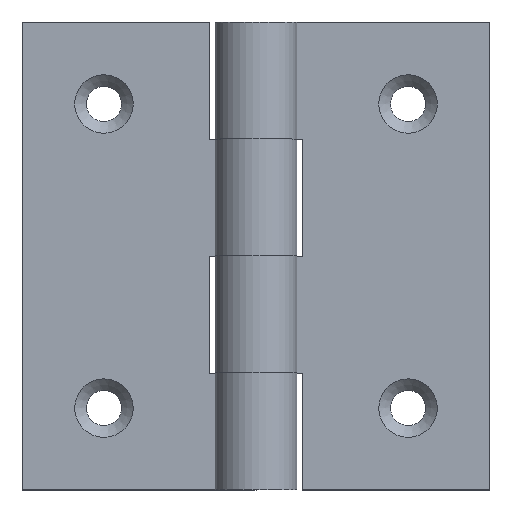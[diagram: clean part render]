
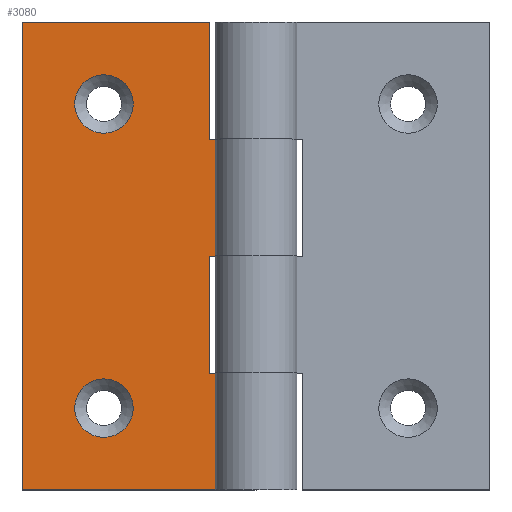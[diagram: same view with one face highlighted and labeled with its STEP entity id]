
A CAD part, top view. The second image highlights one B-rep face of the part: STEP entity #3080.
In plain terms, the highlighted planar face has unit normal (0, 0, 1).
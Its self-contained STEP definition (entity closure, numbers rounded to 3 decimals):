
#110 = CARTESIAN_POINT ( 'NONE',  ( -3.75, -5., 0.7 ) ) ;
#129 = LINE ( 'NONE', #1448, #264 ) ;
#171 = CARTESIAN_POINT ( 'NONE',  ( -1.75, 10., 0.7 ) ) ;
#264 = VECTOR ( 'NONE', #8964, 1000. ) ;
#335 = CARTESIAN_POINT ( 'NONE',  ( -9.5, -6.5, 0.7 ) ) ;
#416 = EDGE_CURVE ( 'NONE', #4023, #9944, #2092, .T. ) ;
#466 = CARTESIAN_POINT ( 'NONE',  ( -3.75, 10., 0.7 ) ) ;
#539 = ORIENTED_EDGE ( 'NONE', *, *, #8192, .T. ) ;
#745 = DIRECTION ( 'NONE',  ( -1., 0., 0. ) ) ;
#814 = CARTESIAN_POINT ( 'NONE',  ( -1.75, 5., 0.7 ) ) ;
#886 = CARTESIAN_POINT ( 'NONE',  ( -1.75, 10., 0.7 ) ) ;
#965 = VERTEX_POINT ( 'NONE', #2614 ) ;
#978 = VERTEX_POINT ( 'NONE', #1235 ) ;
#1113 = ORIENTED_EDGE ( 'NONE', *, *, #4814, .T. ) ;
#1115 = VECTOR ( 'NONE', #6808, 1000. ) ;
#1195 = EDGE_CURVE ( 'NONE', #978, #978, #9570, .T. ) ;
#1226 = PLANE ( 'NONE',  #1702 ) ;
#1235 = CARTESIAN_POINT ( 'NONE',  ( -9.5, 6.5, 0.7 ) ) ;
#1365 = DIRECTION ( 'NONE',  ( 1., 0., 0. ) ) ;
#1436 = ORIENTED_EDGE ( 'NONE', *, *, #416, .T. ) ;
#1448 = CARTESIAN_POINT ( 'NONE',  ( -11.75, 10., 0.7 ) ) ;
#1485 = CARTESIAN_POINT ( 'NONE',  ( -1.75, 10., 0.7 ) ) ;
#1525 = LINE ( 'NONE', #171, #3836 ) ;
#1537 = ORIENTED_EDGE ( 'NONE', *, *, #6948, .F. ) ;
#1657 = ORIENTED_EDGE ( 'NONE', *, *, #2115, .T. ) ;
#1697 = LINE ( 'NONE', #5408, #8002 ) ;
#1702 = AXIS2_PLACEMENT_3D ( 'NONE', #7848, #4577, #8895 ) ;
#1824 = EDGE_CURVE ( 'NONE', #2898, #5403, #129, .T. ) ;
#1939 = VERTEX_POINT ( 'NONE', #110 ) ;
#1972 = DIRECTION ( 'NONE',  ( -1., 0., 0. ) ) ;
#2005 = LINE ( 'NONE', #9479, #5103 ) ;
#2092 = LINE ( 'NONE', #3351, #9851 ) ;
#2115 = EDGE_CURVE ( 'NONE', #965, #2131, #1697, .T. ) ;
#2131 = VERTEX_POINT ( 'NONE', #7995 ) ;
#2362 = CARTESIAN_POINT ( 'NONE',  ( -1.75, 5., 0.7 ) ) ;
#2431 = CARTESIAN_POINT ( 'NONE',  ( -1.75, -10., 0.7 ) ) ;
#2614 = CARTESIAN_POINT ( 'NONE',  ( -3.75, 0., 0.7 ) ) ;
#2747 = ORIENTED_EDGE ( 'NONE', *, *, #1195, .T. ) ;
#2756 = DIRECTION ( 'NONE',  ( 0., 1., 0. ) ) ;
#2793 = CARTESIAN_POINT ( 'NONE',  ( -1.75, -5., 0.7 ) ) ;
#2898 = VERTEX_POINT ( 'NONE', #8447 ) ;
#3067 = VERTEX_POINT ( 'NONE', #335 ) ;
#3080 = ADVANCED_FACE ( 'NONE', ( #5412, #6841, #8247 ), #1226, .F. ) ;
#3351 = CARTESIAN_POINT ( 'NONE',  ( -3.75, 10., 0.7 ) ) ;
#3556 = LINE ( 'NONE', #886, #8324 ) ;
#3574 = LINE ( 'NONE', #7589, #1115 ) ;
#3671 = CARTESIAN_POINT ( 'NONE',  ( -8.25, -6.5, 0.7 ) ) ;
#3836 = VECTOR ( 'NONE', #5084, 1000. ) ;
#4023 = VERTEX_POINT ( 'NONE', #7256 ) ;
#4294 = EDGE_CURVE ( 'NONE', #6281, #2131, #1525, .T. ) ;
#4577 = DIRECTION ( 'NONE',  ( 0., 0., -1. ) ) ;
#4596 = ORIENTED_EDGE ( 'NONE', *, *, #6651, .F. ) ;
#4741 = ORIENTED_EDGE ( 'NONE', *, *, #7540, .T. ) ;
#4814 = EDGE_CURVE ( 'NONE', #5403, #10177, #3574, .T. ) ;
#4847 = EDGE_CURVE ( 'NONE', #9566, #1939, #4995, .T. ) ;
#4995 = LINE ( 'NONE', #6742, #6936 ) ;
#5084 = DIRECTION ( 'NONE',  ( 0., -1., 0. ) ) ;
#5103 = VECTOR ( 'NONE', #2756, 1000. ) ;
#5226 = VECTOR ( 'NONE', #745, 1000. ) ;
#5250 = DIRECTION ( 'NONE',  ( 0., 0., -1. ) ) ;
#5403 = VERTEX_POINT ( 'NONE', #8069 ) ;
#5408 = CARTESIAN_POINT ( 'NONE',  ( -1.75, 0., 0.7 ) ) ;
#5412 = FACE_BOUND ( 'NONE', #6137, .T. ) ;
#5629 = LINE ( 'NONE', #1485, #8856 ) ;
#6137 = EDGE_LOOP ( 'NONE', ( #539 ) ) ;
#6281 = VERTEX_POINT ( 'NONE', #2362 ) ;
#6438 = EDGE_LOOP ( 'NONE', ( #4741, #1657, #10657, #8502, #1436, #4596, #8649, #1113, #1537, #9328 ) ) ;
#6651 = EDGE_CURVE ( 'NONE', #2898, #9944, #5629, .T. ) ;
#6740 = AXIS2_PLACEMENT_3D ( 'NONE', #7724, #5250, #6911 ) ;
#6742 = CARTESIAN_POINT ( 'NONE',  ( -1.75, -5., 0.7 ) ) ;
#6785 = DIRECTION ( 'NONE',  ( 0., -1., 0. ) ) ;
#6808 = DIRECTION ( 'NONE',  ( 1., 0., 0. ) ) ;
#6841 = FACE_BOUND ( 'NONE', #7549, .T. ) ;
#6911 = DIRECTION ( 'NONE',  ( -1., 0., 0. ) ) ;
#6936 = VECTOR ( 'NONE', #9309, 1000. ) ;
#6948 = EDGE_CURVE ( 'NONE', #9566, #10177, #3556, .T. ) ;
#7019 = CIRCLE ( 'NONE', #7577, 1.25 ) ;
#7256 = CARTESIAN_POINT ( 'NONE',  ( -3.75, 5., 0.7 ) ) ;
#7258 = DIRECTION ( 'NONE',  ( 1., 0., 0. ) ) ;
#7349 = EDGE_CURVE ( 'NONE', #6281, #4023, #7418, .T. ) ;
#7418 = LINE ( 'NONE', #814, #5226 ) ;
#7540 = EDGE_CURVE ( 'NONE', #1939, #965, #2005, .T. ) ;
#7549 = EDGE_LOOP ( 'NONE', ( #2747 ) ) ;
#7577 = AXIS2_PLACEMENT_3D ( 'NONE', #3671, #10298, #1972 ) ;
#7589 = CARTESIAN_POINT ( 'NONE',  ( -1.75, -10., 0.7 ) ) ;
#7724 = CARTESIAN_POINT ( 'NONE',  ( -8.25, 6.5, 0.7 ) ) ;
#7848 = CARTESIAN_POINT ( 'NONE',  ( -1.75, 10., 0.7 ) ) ;
#7995 = CARTESIAN_POINT ( 'NONE',  ( -1.75, 0., 0.7 ) ) ;
#8002 = VECTOR ( 'NONE', #1365, 1000. ) ;
#8069 = CARTESIAN_POINT ( 'NONE',  ( -11.75, -10., 0.7 ) ) ;
#8192 = EDGE_CURVE ( 'NONE', #3067, #3067, #7019, .T. ) ;
#8247 = FACE_OUTER_BOUND ( 'NONE', #6438, .T. ) ;
#8324 = VECTOR ( 'NONE', #6785, 1000. ) ;
#8447 = CARTESIAN_POINT ( 'NONE',  ( -11.75, 10., 0.7 ) ) ;
#8502 = ORIENTED_EDGE ( 'NONE', *, *, #7349, .T. ) ;
#8649 = ORIENTED_EDGE ( 'NONE', *, *, #1824, .T. ) ;
#8856 = VECTOR ( 'NONE', #7258, 1000. ) ;
#8895 = DIRECTION ( 'NONE',  ( -1., 0., 0. ) ) ;
#8964 = DIRECTION ( 'NONE',  ( 0., -1., 0. ) ) ;
#9205 = DIRECTION ( 'NONE',  ( 0., 1., 0. ) ) ;
#9309 = DIRECTION ( 'NONE',  ( -1., 0., 0. ) ) ;
#9328 = ORIENTED_EDGE ( 'NONE', *, *, #4847, .T. ) ;
#9479 = CARTESIAN_POINT ( 'NONE',  ( -3.75, 10., 0.7 ) ) ;
#9566 = VERTEX_POINT ( 'NONE', #2793 ) ;
#9570 = CIRCLE ( 'NONE', #6740, 1.25 ) ;
#9851 = VECTOR ( 'NONE', #9205, 1000. ) ;
#9944 = VERTEX_POINT ( 'NONE', #466 ) ;
#10177 = VERTEX_POINT ( 'NONE', #2431 ) ;
#10298 = DIRECTION ( 'NONE',  ( 0., 0., -1. ) ) ;
#10657 = ORIENTED_EDGE ( 'NONE', *, *, #4294, .F. ) ;
